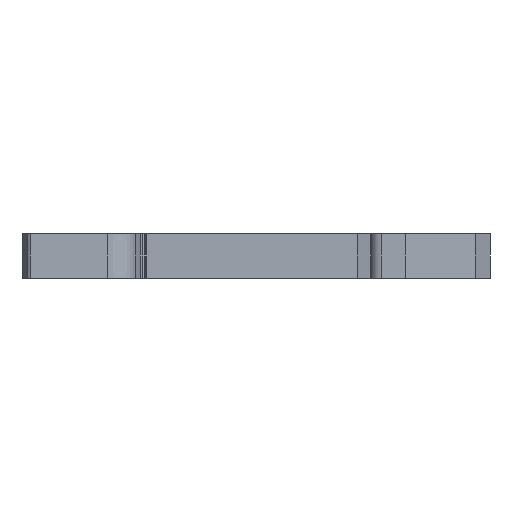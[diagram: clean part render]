
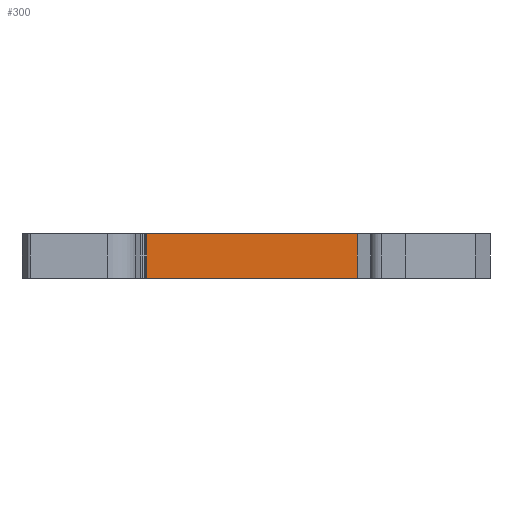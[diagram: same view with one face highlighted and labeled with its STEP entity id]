
A CAD part, front view. The second image highlights one B-rep face of the part: STEP entity #300.
In plain terms, the highlighted planar face has unit normal (0, -1, 0).
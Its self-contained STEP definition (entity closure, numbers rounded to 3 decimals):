
#300=ADVANCED_FACE('',(#860),#625,.F.);
#625=PLANE('',#6815);
#860=FACE_OUTER_BOUND('',#1191,.T.);
#1191=EDGE_LOOP('',(#2231,#2232,#2233,#2234));
#2231=ORIENTED_EDGE('',*,*,#4705,.F.);
#2232=ORIENTED_EDGE('',*,*,#4552,.F.);
#2233=ORIENTED_EDGE('',*,*,#4706,.T.);
#2234=ORIENTED_EDGE('',*,*,#4279,.T.);
#3638=VERTEX_POINT('',#9152);
#3639=VERTEX_POINT('',#9154);
#3906=VERTEX_POINT('',#9697);
#3907=VERTEX_POINT('',#9699);
#4279=EDGE_CURVE('',#3639,#3638,#5213,.T.);
#4552=EDGE_CURVE('',#3906,#3907,#5385,.T.);
#4705=EDGE_CURVE('',#3907,#3638,#5502,.T.);
#4706=EDGE_CURVE('',#3906,#3639,#5503,.T.);
#5213=LINE('',#9153,#5948);
#5385=LINE('',#9698,#6120);
#5502=LINE('',#10000,#6237);
#5503=LINE('',#10001,#6238);
#5948=VECTOR('',#7284,1.);
#6120=VECTOR('',#7666,1.);
#6237=VECTOR('',#7891,1.);
#6238=VECTOR('',#7892,1.);
#6815=AXIS2_PLACEMENT_3D('',#10002,#7893,#7894);
#7284=DIRECTION('',(1.,0.,0.));
#7666=DIRECTION('',(1.,0.,0.));
#7891=DIRECTION('',(0.,0.,-1.));
#7892=DIRECTION('',(0.,0.,-1.));
#7893=DIRECTION('',(0.,1.,0.));
#7894=DIRECTION('',(0.,0.,1.));
#9152=CARTESIAN_POINT('',(15.468,-134.4,0.));
#9153=CARTESIAN_POINT('',(-13.44,-134.4,0.));
#9154=CARTESIAN_POINT('',(-13.316,-134.4,0.));
#9697=CARTESIAN_POINT('',(-13.316,-134.4,6.1));
#9698=CARTESIAN_POINT('',(-13.44,-134.4,6.1));
#9699=CARTESIAN_POINT('',(15.468,-134.4,6.1));
#10000=CARTESIAN_POINT('',(15.468,-134.4,6.1));
#10001=CARTESIAN_POINT('',(-13.316,-134.4,6.1));
#10002=CARTESIAN_POINT('',(-13.44,-134.4,6.1));
